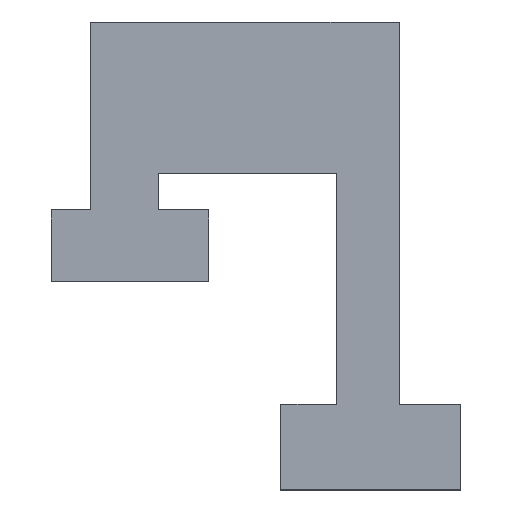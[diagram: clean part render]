
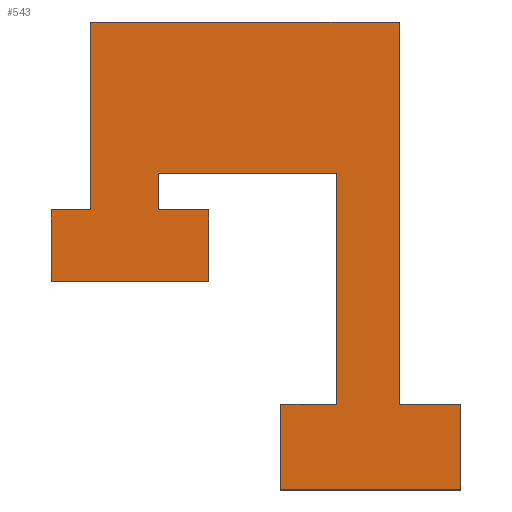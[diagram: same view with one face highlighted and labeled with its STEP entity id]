
A CAD part, top view. The second image highlights one B-rep face of the part: STEP entity #543.
In plain terms, the highlighted planar face has unit normal (0, 0, 1).
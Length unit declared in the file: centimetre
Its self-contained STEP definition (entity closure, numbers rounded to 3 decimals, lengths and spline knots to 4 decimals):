
#5 = DIRECTION ( 'NONE',  ( -1., 0., 0. ) ) ;
#8 = CARTESIAN_POINT ( 'NONE',  ( -6.9791, -3.2925, 2. ) ) ;
#10 = ORIENTED_EDGE ( 'NONE', *, *, #623, .T. ) ;
#15 = CARTESIAN_POINT ( 'NONE',  ( 0., -9.6207, 2. ) ) ;
#21 = CARTESIAN_POINT ( 'NONE',  ( -5.7858, 4.5936, 2. ) ) ;
#24 = LINE ( 'NONE', #318, #85 ) ;
#27 = CARTESIAN_POINT ( 'NONE',  ( 0., -7.0135, 2. ) ) ;
#35 = EDGE_CURVE ( 'NONE', #304, #501, #563, .T. ) ;
#37 = CARTESIAN_POINT ( 'NONE',  ( 3.5983, -7.0135, 2. ) ) ;
#42 = DIRECTION ( 'NONE',  ( -1., 0., 0. ) ) ;
#44 = DIRECTION ( 'NONE',  ( -1., 0., 0. ) ) ;
#45 = VERTEX_POINT ( 'NONE', #414 ) ;
#49 = CARTESIAN_POINT ( 'NONE',  ( 5.4749, -9.6207, 2. ) ) ;
#50 = ORIENTED_EDGE ( 'NONE', *, *, #95, .T. ) ;
#57 = VECTOR ( 'NONE', #503, 100. ) ;
#66 = DIRECTION ( 'NONE',  ( 0., 0., -1. ) ) ;
#74 = DIRECTION ( 'NONE',  ( 0., 1., 0. ) ) ;
#78 = VECTOR ( 'NONE', #497, 100. ) ;
#79 = ORIENTED_EDGE ( 'NONE', *, *, #218, .T. ) ;
#80 = AXIS2_PLACEMENT_3D ( 'NONE', #454, #66, #44 ) ;
#83 = CARTESIAN_POINT ( 'NONE',  ( 0., -9.6207, 2. ) ) ;
#85 = VECTOR ( 'NONE', #321, 100. ) ;
#95 = EDGE_CURVE ( 'NONE', #201, #257, #307, .T. ) ;
#96 = LINE ( 'NONE', #269, #111 ) ;
#104 = LINE ( 'NONE', #168, #210 ) ;
#105 = VERTEX_POINT ( 'NONE', #8 ) ;
#108 = ORIENTED_EDGE ( 'NONE', *, *, #526, .T. ) ;
#109 = LINE ( 'NONE', #514, #416 ) ;
#111 = VECTOR ( 'NONE', #74, 100. ) ;
#113 = CARTESIAN_POINT ( 'NONE',  ( 5.4749, -7.0135, 2. ) ) ;
#124 = CARTESIAN_POINT ( 'NONE',  ( 0., -7.0135, 2. ) ) ;
#125 = EDGE_CURVE ( 'NONE', #598, #533, #109, .T. ) ;
#127 = EDGE_CURVE ( 'NONE', #511, #304, #549, .T. ) ;
#129 = VECTOR ( 'NONE', #180, 100. ) ;
#131 = CARTESIAN_POINT ( 'NONE',  ( -3.7187, 0., 2. ) ) ;
#132 = LINE ( 'NONE', #27, #539 ) ;
#138 = ORIENTED_EDGE ( 'NONE', *, *, #577, .T. ) ;
#152 = VECTOR ( 'NONE', #5, 100. ) ;
#157 = LINE ( 'NONE', #15, #176 ) ;
#158 = ORIENTED_EDGE ( 'NONE', *, *, #324, .T. ) ;
#168 = CARTESIAN_POINT ( 'NONE',  ( -6.9791, -1.1155, 2. ) ) ;
#176 = VECTOR ( 'NONE', #508, 100. ) ;
#180 = DIRECTION ( 'NONE',  ( 0., -1., 0. ) ) ;
#189 = LINE ( 'NONE', #247, #375 ) ;
#201 = VERTEX_POINT ( 'NONE', #303 ) ;
#203 = ORIENTED_EDGE ( 'NONE', *, *, #517, .T. ) ;
#204 = CARTESIAN_POINT ( 'NONE',  ( -3.7187, 0., 2. ) ) ;
#210 = VECTOR ( 'NONE', #297, 100. ) ;
#211 = CARTESIAN_POINT ( 'NONE',  ( 0., -7.0135, 2. ) ) ;
#218 = EDGE_CURVE ( 'NONE', #449, #284, #132, .T. ) ;
#224 = VECTOR ( 'NONE', #312, 100. ) ;
#230 = VECTOR ( 'NONE', #353, 100. ) ;
#232 = DIRECTION ( 'NONE',  ( 0., -1., 0. ) ) ;
#236 = LINE ( 'NONE', #431, #333 ) ;
#243 = ORIENTED_EDGE ( 'NONE', *, *, #377, .T. ) ;
#245 = EDGE_CURVE ( 'NONE', #501, #45, #615, .T. ) ;
#247 = CARTESIAN_POINT ( 'NONE',  ( 1.6952, -8.5966, 2. ) ) ;
#249 = LINE ( 'NONE', #211, #224 ) ;
#257 = VERTEX_POINT ( 'NONE', #131 ) ;
#259 = PLANE ( 'NONE',  #80 ) ;
#262 = VERTEX_POINT ( 'NONE', #327 ) ;
#269 = CARTESIAN_POINT ( 'NONE',  ( -2.1949, -1.1155, 2. ) ) ;
#284 = VERTEX_POINT ( 'NONE', #83 ) ;
#285 = EDGE_CURVE ( 'NONE', #579, #105, #24, .T. ) ;
#287 = CARTESIAN_POINT ( 'NONE',  ( 1.6952, -7.0135, 2. ) ) ;
#290 = ORIENTED_EDGE ( 'NONE', *, *, #608, .T. ) ;
#297 = DIRECTION ( 'NONE',  ( -1., 0., 0. ) ) ;
#303 = CARTESIAN_POINT ( 'NONE',  ( -3.7187, -1.1155, 2. ) ) ;
#304 = VERTEX_POINT ( 'NONE', #619 ) ;
#306 = FACE_OUTER_BOUND ( 'NONE', #479, .T. ) ;
#307 = LINE ( 'NONE', #204, #57 ) ;
#312 = DIRECTION ( 'NONE',  ( -1., 0., 0. ) ) ;
#315 = DIRECTION ( 'NONE',  ( 0., 1., 0. ) ) ;
#318 = CARTESIAN_POINT ( 'NONE',  ( -6.9791, -1.1155, 2. ) ) ;
#321 = DIRECTION ( 'NONE',  ( 0., -1., 0. ) ) ;
#324 = EDGE_CURVE ( 'NONE', #262, #518, #189, .T. ) ;
#327 = CARTESIAN_POINT ( 'NONE',  ( 1.6952, 0., 2. ) ) ;
#333 = VECTOR ( 'NONE', #335, 100. ) ;
#335 = DIRECTION ( 'NONE',  ( 1., 0., 0. ) ) ;
#337 = DIRECTION ( 'NONE',  ( -1., 0., 0. ) ) ;
#345 = CARTESIAN_POINT ( 'NONE',  ( -6.9791, -1.1155, 2. ) ) ;
#353 = DIRECTION ( 'NONE',  ( 1., 0., 0. ) ) ;
#358 = ORIENTED_EDGE ( 'NONE', *, *, #35, .T. ) ;
#371 = ORIENTED_EDGE ( 'NONE', *, *, #521, .T. ) ;
#375 = VECTOR ( 'NONE', #630, 100. ) ;
#377 = EDGE_CURVE ( 'NONE', #518, #449, #627, .T. ) ;
#381 = ORIENTED_EDGE ( 'NONE', *, *, #395, .T. ) ;
#387 = CARTESIAN_POINT ( 'NONE',  ( 0., -7.0135, 2. ) ) ;
#395 = EDGE_CURVE ( 'NONE', #583, #626, #96, .T. ) ;
#402 = ORIENTED_EDGE ( 'NONE', *, *, #245, .T. ) ;
#403 = CARTESIAN_POINT ( 'NONE',  ( -6.9791, -3.2925, 2. ) ) ;
#410 = CARTESIAN_POINT ( 'NONE',  ( -2.1949, -3.2925, 2. ) ) ;
#414 = CARTESIAN_POINT ( 'NONE',  ( -5.7858, -1.1155, 2. ) ) ;
#416 = VECTOR ( 'NONE', #315, 100. ) ;
#421 = CARTESIAN_POINT ( 'NONE',  ( -5.7858, -2.264, 2. ) ) ;
#428 = ORIENTED_EDGE ( 'NONE', *, *, #127, .T. ) ;
#431 = CARTESIAN_POINT ( 'NONE',  ( 1.6952, 0., 2. ) ) ;
#435 = LINE ( 'NONE', #438, #487 ) ;
#438 = CARTESIAN_POINT ( 'NONE',  ( -6.9791, -1.1155, 2. ) ) ;
#449 = VERTEX_POINT ( 'NONE', #124 ) ;
#454 = CARTESIAN_POINT ( 'NONE',  ( 0., 0., 2. ) ) ;
#479 = EDGE_LOOP ( 'NONE', ( #158, #243, #79, #138, #530, #10, #428, #358, #402, #290, #492, #108, #381, #371, #50, #203 ) ) ;
#487 = VECTOR ( 'NONE', #42, 100. ) ;
#492 = ORIENTED_EDGE ( 'NONE', *, *, #285, .T. ) ;
#495 = CARTESIAN_POINT ( 'NONE',  ( -2.1949, -1.1155, 2. ) ) ;
#497 = DIRECTION ( 'NONE',  ( 0., 1., 0. ) ) ;
#501 = VERTEX_POINT ( 'NONE', #581 ) ;
#503 = DIRECTION ( 'NONE',  ( 0., 1., 0. ) ) ;
#508 = DIRECTION ( 'NONE',  ( 1., 0., 0. ) ) ;
#511 = VERTEX_POINT ( 'NONE', #37 ) ;
#514 = CARTESIAN_POINT ( 'NONE',  ( 5.4749, -7.0135, 2. ) ) ;
#517 = EDGE_CURVE ( 'NONE', #257, #262, #236, .T. ) ;
#518 = VERTEX_POINT ( 'NONE', #287 ) ;
#521 = EDGE_CURVE ( 'NONE', #626, #201, #435, .T. ) ;
#526 = EDGE_CURVE ( 'NONE', #105, #583, #631, .T. ) ;
#530 = ORIENTED_EDGE ( 'NONE', *, *, #125, .T. ) ;
#533 = VERTEX_POINT ( 'NONE', #113 ) ;
#539 = VECTOR ( 'NONE', #232, 100. ) ;
#543 = ADVANCED_FACE ( 'NONE', ( #306 ), #259, .F. ) ;
#549 = LINE ( 'NONE', #554, #78 ) ;
#554 = CARTESIAN_POINT ( 'NONE',  ( 3.5983, 4.5936, 2. ) ) ;
#563 = LINE ( 'NONE', #21, #152 ) ;
#577 = EDGE_CURVE ( 'NONE', #284, #598, #157, .T. ) ;
#579 = VERTEX_POINT ( 'NONE', #345 ) ;
#581 = CARTESIAN_POINT ( 'NONE',  ( -5.7858, 4.5936, 2. ) ) ;
#583 = VERTEX_POINT ( 'NONE', #410 ) ;
#598 = VERTEX_POINT ( 'NONE', #49 ) ;
#608 = EDGE_CURVE ( 'NONE', #45, #579, #104, .T. ) ;
#615 = LINE ( 'NONE', #421, #129 ) ;
#619 = CARTESIAN_POINT ( 'NONE',  ( 3.5983, 4.5936, 2. ) ) ;
#623 = EDGE_CURVE ( 'NONE', #533, #511, #249, .T. ) ;
#626 = VERTEX_POINT ( 'NONE', #495 ) ;
#627 = LINE ( 'NONE', #387, #628 ) ;
#628 = VECTOR ( 'NONE', #337, 100. ) ;
#630 = DIRECTION ( 'NONE',  ( 0., -1., 0. ) ) ;
#631 = LINE ( 'NONE', #403, #230 ) ;
